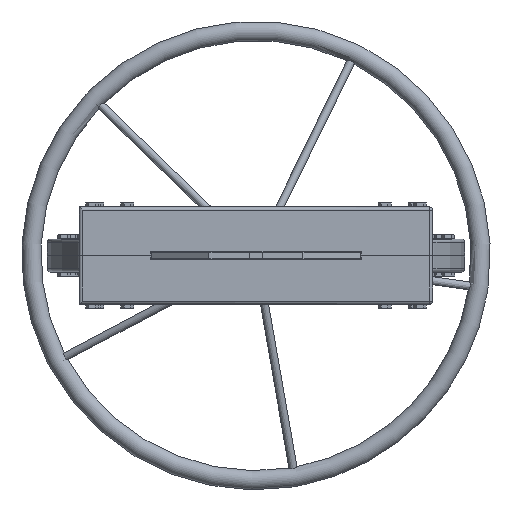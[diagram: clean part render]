
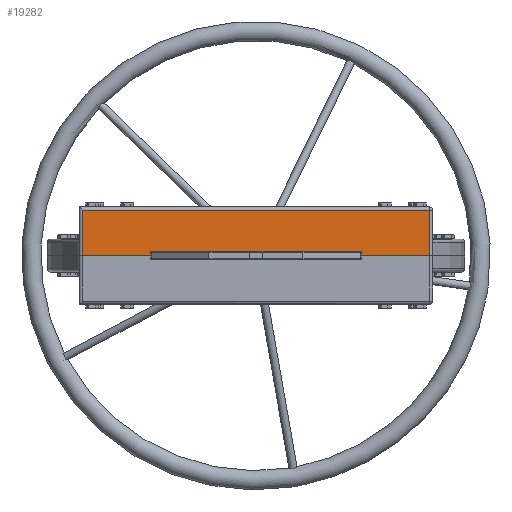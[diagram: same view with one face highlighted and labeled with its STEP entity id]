
A CAD part, front view. The second image highlights one B-rep face of the part: STEP entity #19282.
In plain terms, the highlighted planar face has unit normal (0, -1, 0).
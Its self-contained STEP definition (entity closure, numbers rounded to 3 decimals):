
#835=PLANE('',#21406);
#2042=LINE('',#32413,#3314);
#2044=LINE('',#32441,#3316);
#2067=LINE('',#32552,#3339);
#2099=LINE('',#32666,#3371);
#2103=LINE('',#32720,#3375);
#2104=LINE('',#32722,#3376);
#2105=LINE('',#32724,#3377);
#2106=LINE('',#32725,#3378);
#3314=VECTOR('',#25738,10.);
#3316=VECTOR('',#25770,10.);
#3339=VECTOR('',#25903,10.);
#3371=VECTOR('',#26035,10.);
#3375=VECTOR('',#26087,10.);
#3376=VECTOR('',#26088,10.);
#3377=VECTOR('',#26089,10.);
#3378=VECTOR('',#26090,10.);
#4957=FACE_OUTER_BOUND('',#6159,.T.);
#6159=EDGE_LOOP('',(#15213,#15214,#15215,#15216,#15217,#15218,#15219,#15220));
#8926=VERTEX_POINT('',#32410);
#8927=VERTEX_POINT('',#32412);
#8934=VERTEX_POINT('',#32430);
#8937=VERTEX_POINT('',#32437);
#9003=VERTEX_POINT('',#32665);
#9029=VERTEX_POINT('',#32719);
#9030=VERTEX_POINT('',#32721);
#9031=VERTEX_POINT('',#32723);
#11127=EDGE_CURVE('',#8926,#8927,#2042,.T.);
#11140=EDGE_CURVE('',#8934,#8937,#2044,.T.);
#11197=EDGE_CURVE('',#8927,#8934,#2067,.T.);
#11258=EDGE_CURVE('',#9003,#8937,#2099,.T.);
#11285=EDGE_CURVE('',#8926,#9029,#2103,.T.);
#11286=EDGE_CURVE('',#9029,#9030,#2104,.T.);
#11287=EDGE_CURVE('',#9030,#9031,#2105,.T.);
#11288=EDGE_CURVE('',#9031,#9003,#2106,.T.);
#15213=ORIENTED_EDGE('',*,*,#11140,.F.);
#15214=ORIENTED_EDGE('',*,*,#11197,.F.);
#15215=ORIENTED_EDGE('',*,*,#11127,.F.);
#15216=ORIENTED_EDGE('',*,*,#11285,.T.);
#15217=ORIENTED_EDGE('',*,*,#11286,.T.);
#15218=ORIENTED_EDGE('',*,*,#11287,.T.);
#15219=ORIENTED_EDGE('',*,*,#11288,.T.);
#15220=ORIENTED_EDGE('',*,*,#11258,.T.);
#19282=ADVANCED_FACE('',(#4957),#835,.T.);
#21406=AXIS2_PLACEMENT_3D('',#32718,#26085,#26086);
#25738=DIRECTION('',(0.,0.,1.));
#25770=DIRECTION('',(0.,0.,-1.));
#25903=DIRECTION('',(1.,0.,0.));
#26035=DIRECTION('',(1.,0.,0.));
#26085=DIRECTION('center_axis',(0.,-1.,0.));
#26086=DIRECTION('ref_axis',(1.,0.,0.));
#26087=DIRECTION('',(1.,0.,0.));
#26088=DIRECTION('',(0.,0.,1.));
#26089=DIRECTION('',(1.,0.,0.));
#26090=DIRECTION('',(0.,0.,-1.));
#32410=CARTESIAN_POINT('',(-108.,-152.5,0.25));
#32412=CARTESIAN_POINT('',(-108.,-152.5,28.25));
#32413=CARTESIAN_POINT('',(-108.,-152.5,0.25));
#32430=CARTESIAN_POINT('',(108.,-152.5,28.25));
#32437=CARTESIAN_POINT('',(108.,-152.5,0.25));
#32441=CARTESIAN_POINT('',(108.,-152.5,0.25));
#32552=CARTESIAN_POINT('',(-55.,-152.5,28.25));
#32665=CARTESIAN_POINT('',(65.5,-152.5,0.25));
#32666=CARTESIAN_POINT('',(-110.,-152.5,0.25));
#32718=CARTESIAN_POINT('Origin',(-110.,-152.5,0.25));
#32719=CARTESIAN_POINT('',(-65.5,-152.5,0.25));
#32720=CARTESIAN_POINT('',(-110.,-152.5,0.25));
#32721=CARTESIAN_POINT('',(-65.5,-152.5,2.5));
#32722=CARTESIAN_POINT('',(-65.5,-152.5,-1.125));
#32723=CARTESIAN_POINT('',(65.5,-152.5,2.5));
#32724=CARTESIAN_POINT('',(-87.75,-152.5,2.5));
#32725=CARTESIAN_POINT('',(65.5,-152.5,1.375));
